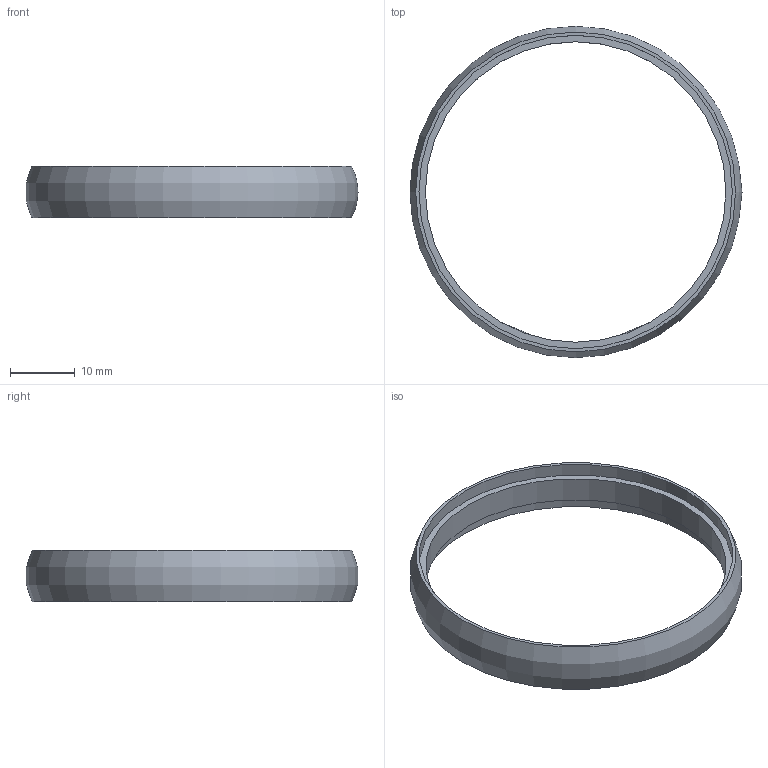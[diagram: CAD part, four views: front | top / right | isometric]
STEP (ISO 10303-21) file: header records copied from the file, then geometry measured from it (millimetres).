
FILE_DESCRIPTION (( 'STEP AP203' ), '1' );
FILE_NAME ('56245-240-48.step', '2020-03-06T12:17:41', ( '' ), ( '' ), 'SwSTEP 2.0', 'SolidWorks 2015', '' );
FILE_SCHEMA (( 'CONFIG_CONTROL_DESIGN' ));
Length unit declared in the file: millimetre
Products named in the file (2): 56245-240-48
Bounding box: 51.39 x 51.27 x 8 mm (x, y, z)
Volume: 2065.7 mm3; surface area: 2983 mm2
Topology: 1 solids, 1 shells, 277 faces, 729 edges, 486 vertices
Faces by surface type: plane 132, bspline 111, cylinder 33, torus 1
Full cylindrical faces by diameter (mm): 46.5 x1, 48.5 x2
Entity records: 13042 total; most frequent: CARTESIAN_POINT 6793, ORIENTED_EDGE 1450, DIRECTION 925, EDGE_CURVE 725, VERTEX_POINT 486, LINE 345, VECTOR 345, EDGE_LOOP 315
